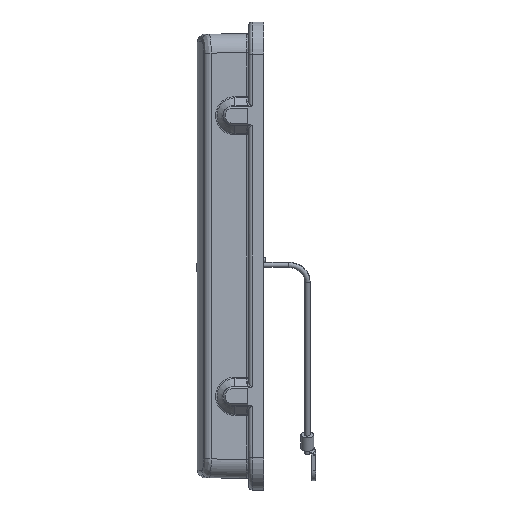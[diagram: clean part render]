
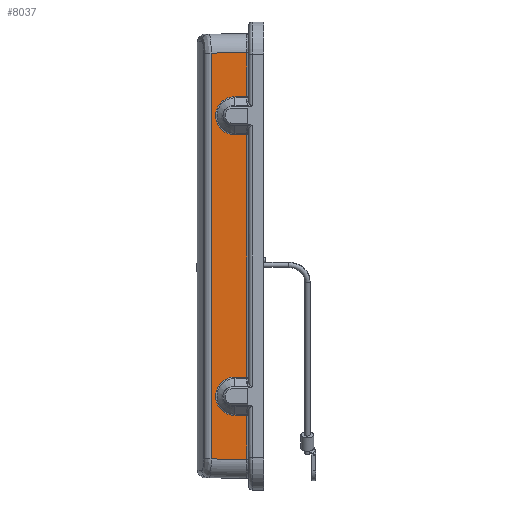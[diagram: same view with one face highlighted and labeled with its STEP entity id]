
A CAD part, front view. The second image highlights one B-rep face of the part: STEP entity #8037.
In plain terms, the highlighted planar face has unit normal (-0.009, -1, 0).
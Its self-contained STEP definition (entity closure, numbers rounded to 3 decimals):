
#878=DIRECTION('',(1.,-0.009,-0.008));
#879=VECTOR('',#878,3.1);
#880=CARTESIAN_POINT('',(9.904,-19.969,-31.941));
#881=LINE('',#880,#879);
#887=CARTESIAN_POINT('',(9.904,-19.969,-42.059));
#888=CARTESIAN_POINT('',(9.491,-19.965,-42.063));
#889=CARTESIAN_POINT('',(8.688,-19.958,-41.971));
#890=CARTESIAN_POINT('',(7.525,-19.948,-41.544));
#891=CARTESIAN_POINT('',(6.501,-19.939,-40.848));
#892=CARTESIAN_POINT('',(5.681,-19.932,-39.937));
#893=CARTESIAN_POINT('',(5.095,-19.927,-38.842));
#894=CARTESIAN_POINT('',(4.792,-19.924,-37.639));
#895=CARTESIAN_POINT('',(4.787,-19.924,-36.403));
#896=CARTESIAN_POINT('',(5.079,-19.927,-35.2));
#897=CARTESIAN_POINT('',(5.655,-19.932,-34.101));
#898=CARTESIAN_POINT('',(6.473,-19.939,-33.176));
#899=CARTESIAN_POINT('',(7.503,-19.948,-32.465));
#900=CARTESIAN_POINT('',(8.68,-19.958,-32.03));
#901=CARTESIAN_POINT('',(9.488,-19.965,-31.937));
#902=CARTESIAN_POINT('',(9.904,-19.969,-31.941));
#909=DIRECTION('',(-1.,0.009,-0.008));
#910=VECTOR('',#909,3.1);
#911=CARTESIAN_POINT('',(13.004,-19.996,-42.033));
#912=LINE('',#911,#910);
#913=DIRECTION('',(-1.,0.009,0.009));
#914=VECTOR('',#913,9.371);
#915=CARTESIAN_POINT('',(13.004,-19.996,-53.596));
#916=LINE('',#915,#914);
#917=DIRECTION('',(1.,-0.009,0.009));
#918=VECTOR('',#917,9.371);
#919=CARTESIAN_POINT('',(3.634,-19.914,53.514));
#920=LINE('',#919,#918);
#925=DIRECTION('',(0.,0.,1.));
#926=VECTOR('',#925,11.563);
#927=CARTESIAN_POINT('',(13.004,-19.996,-53.596));
#928=LINE('',#927,#926);
#3458=CARTESIAN_POINT('',(9.904,-19.969,31.941));
#3459=CARTESIAN_POINT('',(9.491,-19.965,31.937));
#3460=CARTESIAN_POINT('',(8.688,-19.958,32.029));
#3461=CARTESIAN_POINT('',(7.525,-19.948,32.456));
#3462=CARTESIAN_POINT('',(6.501,-19.939,33.152));
#3463=CARTESIAN_POINT('',(5.681,-19.932,34.063));
#3464=CARTESIAN_POINT('',(5.095,-19.927,35.158));
#3465=CARTESIAN_POINT('',(4.792,-19.924,36.361));
#3466=CARTESIAN_POINT('',(4.787,-19.924,37.597));
#3467=CARTESIAN_POINT('',(5.079,-19.927,38.8));
#3468=CARTESIAN_POINT('',(5.655,-19.932,39.899));
#3469=CARTESIAN_POINT('',(6.473,-19.939,40.824));
#3470=CARTESIAN_POINT('',(7.503,-19.948,41.535));
#3471=CARTESIAN_POINT('',(8.68,-19.958,41.97));
#3472=CARTESIAN_POINT('',(9.488,-19.965,42.063));
#3473=CARTESIAN_POINT('',(9.904,-19.969,42.059));
#3480=DIRECTION('',(-1.,0.009,-0.008));
#3481=VECTOR('',#3480,3.1);
#3482=CARTESIAN_POINT('',(13.004,-19.996,31.967));
#3483=LINE('',#3482,#3481);
#3499=DIRECTION('',(0.,0.,1.));
#3500=VECTOR('',#3499,63.934);
#3501=CARTESIAN_POINT('',(13.004,-19.996,
-31.967));
#3502=LINE('',#3501,#3500);
#3522=DIRECTION('',(1.,-0.009,-0.008));
#3523=VECTOR('',#3522,3.1);
#3524=CARTESIAN_POINT('',(9.904,-19.969,42.059));
#3525=LINE('',#3524,#3523);
#3541=DIRECTION('',(0.,0.,1.));
#3542=VECTOR('',#3541,11.563);
#3543=CARTESIAN_POINT('',(13.004,-19.996,42.033));
#3544=LINE('',#3543,#3542);
#3597=DIRECTION('',(0.,0.,-1.));
#3598=VECTOR('',#3597,107.028);
#3599=CARTESIAN_POINT('',(3.634,-19.914,53.514));
#3600=LINE('',#3599,#3598);
#5720=CARTESIAN_POINT('',(9.904,-19.969,
-31.941));
#5721=VERTEX_POINT('',#5720);
#5722=CARTESIAN_POINT('',(13.004,-19.996,
-31.967));
#5723=VERTEX_POINT('',#5722);
#5724=CARTESIAN_POINT('',(9.904,-19.969,
-42.059));
#5725=VERTEX_POINT('',#5724);
#5726=CARTESIAN_POINT('',(13.004,-19.996,
-42.033));
#5727=VERTEX_POINT('',#5726);
#5728=CARTESIAN_POINT('',(13.004,-19.996,
-53.596));
#5729=VERTEX_POINT('',#5728);
#5730=CARTESIAN_POINT('',(3.634,-19.914,
-53.514));
#5731=VERTEX_POINT('',#5730);
#5732=CARTESIAN_POINT('',(3.634,-19.914,53.514));
#5733=VERTEX_POINT('',#5732);
#5734=CARTESIAN_POINT('',(13.004,-19.996,53.596));
#5735=VERTEX_POINT('',#5734);
#5736=CARTESIAN_POINT('',(13.004,-19.996,42.033));
#5737=VERTEX_POINT('',#5736);
#5738=CARTESIAN_POINT('',(9.904,-19.969,42.059));
#5739=VERTEX_POINT('',#5738);
#5740=VERTEX_POINT('',#3458);
#5741=CARTESIAN_POINT('',(13.004,-19.996,31.967));
#5742=VERTEX_POINT('',#5741);
#8009=CARTESIAN_POINT('',(13.5,-20.,61.095));
#8010=DIRECTION('',(-0.009,-1.,0.));
#8011=DIRECTION('',(1.,-0.009,0.));
#8012=AXIS2_PLACEMENT_3D('',#8009,#8010,#8011);
#8013=PLANE('',#8012);
#8015=ORIENTED_EDGE('',*,*,#8014,.F.);
#8017=ORIENTED_EDGE('',*,*,#8016,.T.);
#8019=ORIENTED_EDGE('',*,*,#8018,.F.);
#8021=ORIENTED_EDGE('',*,*,#8020,.T.);
#8023=ORIENTED_EDGE('',*,*,#8022,.F.);
#8025=ORIENTED_EDGE('',*,*,#8024,.F.);
#8027=ORIENTED_EDGE('',*,*,#8026,.F.);
#8029=ORIENTED_EDGE('',*,*,#8028,.F.);
#8031=ORIENTED_EDGE('',*,*,#8030,.F.);
#8032=ORIENTED_EDGE('',*,*,#7894,.F.);
#8033=ORIENTED_EDGE('',*,*,#7989,.F.);
#8034=ORIENTED_EDGE('',*,*,#8000,.F.);
#8035=EDGE_LOOP('',(#8015,#8017,#8019,#8021,#8023,#8025,#8027,#8029,#8031,#8032,
#8033,#8034));
#8036=FACE_OUTER_BOUND('',#8035,.F.);
#903=B_SPLINE_CURVE_WITH_KNOTS('',3,(#887,#888,#889,#890,#891,#892,#893,#894,
#895,#896,#897,#898,#899,#900,#901,#902),.UNSPECIFIED.,.F.,.F.,(4,1,1,1,1,1,1,1,
1,1,1,1,1,4),(0.,0.077,0.154,0.231,
0.308,0.385,0.462,0.538,
0.615,0.692,0.769,0.846,
0.923,1.),.UNSPECIFIED.);
#3474=B_SPLINE_CURVE_WITH_KNOTS('',3,(#3458,#3459,#3460,#3461,#3462,#3463,#3464,
#3465,#3466,#3467,#3468,#3469,#3470,#3471,#3472,#3473),.UNSPECIFIED.,.F.,.F.,(4,
1,1,1,1,1,1,1,1,1,1,1,1,4),(0.,0.077,0.154,
0.231,0.308,0.385,0.462,
0.538,0.615,0.692,0.769,
0.846,0.923,1.),.UNSPECIFIED.);
#7894=EDGE_CURVE('',#5721,#5723,#881,.T.);
#7989=EDGE_CURVE('',#5725,#5721,#903,.T.);
#8000=EDGE_CURVE('',#5727,#5725,#912,.T.);
#8014=EDGE_CURVE('',#5729,#5727,#928,.T.);
#8016=EDGE_CURVE('',#5729,#5731,#916,.T.);
#8018=EDGE_CURVE('',#5733,#5731,#3600,.T.);
#8020=EDGE_CURVE('',#5733,#5735,#920,.T.);
#8022=EDGE_CURVE('',#5737,#5735,#3544,.T.);
#8024=EDGE_CURVE('',#5739,#5737,#3525,.T.);
#8026=EDGE_CURVE('',#5740,#5739,#3474,.T.);
#8028=EDGE_CURVE('',#5742,#5740,#3483,.T.);
#8030=EDGE_CURVE('',#5723,#5742,#3502,.T.);
#8037=ADVANCED_FACE('',(#8036),#8013,.T.);
